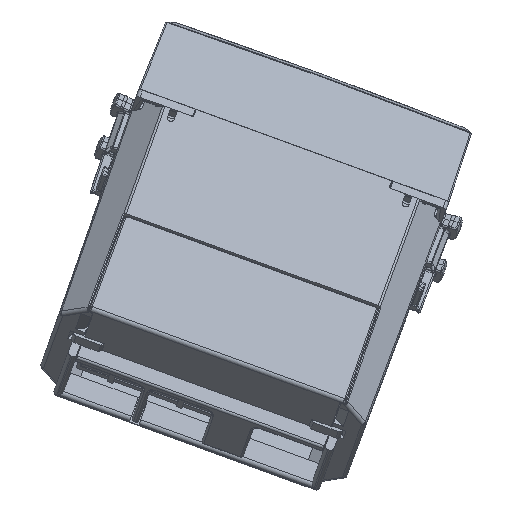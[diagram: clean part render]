
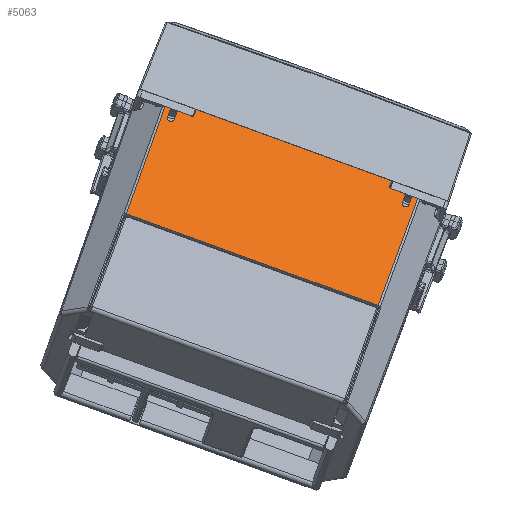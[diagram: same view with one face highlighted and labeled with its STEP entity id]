
A CAD part, left-side view. The second image highlights one B-rep face of the part: STEP entity #5063.
In plain terms, the highlighted face is planar.
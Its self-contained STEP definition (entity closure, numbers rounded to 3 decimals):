
#1638=CARTESIAN_POINT('Vertex',(-11.014,-18.226,-18.5)) ;
#1641=CARTESIAN_POINT('Line Origine',(-11.014,0.,-18.5)) ;
#1645=CARTESIAN_POINT('Vertex',(-11.014,18.226,-18.5)) ;
#4929=CARTESIAN_POINT('Vertex',(-11.175,-18.293,0.)) ;
#4932=CARTESIAN_POINT('Line Origine',(-11.033,-18.234,-16.24)) ;
#4945=CARTESIAN_POINT('Axis2P3D Location',(-11.175,0.,0.)) ;
#4950=CARTESIAN_POINT('Line Origine',(-11.175,0.,0.)) ;
#4954=CARTESIAN_POINT('Vertex',(-11.175,-17.5,0.)) ;
#4958=CARTESIAN_POINT('Control Point',(-11.175,-17.5,0.)) ;
#4959=CARTESIAN_POINT('Control Point',(-11.162,-17.473,-1.535)) ;
#4960=CARTESIAN_POINT('Vertex',(-11.162,-17.473,-1.535)) ;
#4964=CARTESIAN_POINT('Control Point',(-11.162,-17.473,-1.535)) ;
#4965=CARTESIAN_POINT('Control Point',(-11.159,-17.468,-1.829)) ;
#4966=CARTESIAN_POINT('Control Point',(-11.156,-17.237,-2.131)) ;
#4967=CARTESIAN_POINT('Control Point',(-11.156,-16.763,-2.131)) ;
#4968=CARTESIAN_POINT('Control Point',(-11.159,-16.532,-1.829)) ;
#4969=CARTESIAN_POINT('Control Point',(-11.162,-16.527,-1.535)) ;
#4970=CARTESIAN_POINT('Vertex',(-11.162,-16.527,-1.535)) ;
#4974=CARTESIAN_POINT('Control Point',(-11.175,-16.5,0.)) ;
#4975=CARTESIAN_POINT('Control Point',(-11.162,-16.527,-1.535)) ;
#4976=CARTESIAN_POINT('Vertex',(-11.175,-16.5,0.)) ;
#4979=CARTESIAN_POINT('Line Origine',(-11.175,0.,0.)) ;
#4983=CARTESIAN_POINT('Vertex',(-11.175,-14.175,0.)) ;
#4987=CARTESIAN_POINT('Control Point',(-11.175,-14.175,0.)) ;
#4988=CARTESIAN_POINT('Control Point',(-11.186,-14.153,1.275)) ;
#4989=CARTESIAN_POINT('Vertex',(-11.186,-14.153,1.275)) ;
#4992=CARTESIAN_POINT('Line Origine',(-11.186,0.,1.275)) ;
#4996=CARTESIAN_POINT('Vertex',(-11.186,14.153,1.275)) ;
#5000=CARTESIAN_POINT('Control Point',(-11.175,14.175,0.)) ;
#5001=CARTESIAN_POINT('Control Point',(-11.186,14.153,1.275)) ;
#5002=CARTESIAN_POINT('Vertex',(-11.175,14.175,0.)) ;
#5005=CARTESIAN_POINT('Line Origine',(-11.175,0.,0.)) ;
#5009=CARTESIAN_POINT('Vertex',(-11.175,16.5,0.)) ;
#5013=CARTESIAN_POINT('Control Point',(-11.175,16.5,0.)) ;
#5014=CARTESIAN_POINT('Control Point',(-11.162,16.527,-1.535)) ;
#5015=CARTESIAN_POINT('Vertex',(-11.162,16.527,-1.535)) ;
#5019=CARTESIAN_POINT('Control Point',(-11.162,17.473,-1.535)) ;
#5020=CARTESIAN_POINT('Control Point',(-11.159,17.468,-1.829)) ;
#5021=CARTESIAN_POINT('Control Point',(-11.156,17.237,-2.131)) ;
#5022=CARTESIAN_POINT('Control Point',(-11.156,16.763,-2.131)) ;
#5023=CARTESIAN_POINT('Control Point',(-11.159,16.532,-1.829)) ;
#5024=CARTESIAN_POINT('Control Point',(-11.162,16.527,-1.535)) ;
#5025=CARTESIAN_POINT('Vertex',(-11.162,17.473,-1.535)) ;
#5029=CARTESIAN_POINT('Control Point',(-11.175,17.5,0.)) ;
#5030=CARTESIAN_POINT('Control Point',(-11.162,17.473,-1.535)) ;
#5031=CARTESIAN_POINT('Vertex',(-11.175,17.5,0.)) ;
#5034=CARTESIAN_POINT('Line Origine',(-11.175,0.,0.)) ;
#5038=CARTESIAN_POINT('Vertex',(-11.175,18.293,0.)) ;
#5042=CARTESIAN_POINT('Control Point',(-11.014,18.226,-18.5)) ;
#5043=CARTESIAN_POINT('Control Point',(-11.175,18.293,0.)) ;
#1642=DIRECTION('Vector Direction',(0.,1.,0.)) ;
#4933=DIRECTION('Vector Direction',(-0.009,-0.004,1.)) ;
#4946=DIRECTION('Axis2P3D Direction',(-1.,-0.,-0.009)) ;
#4947=DIRECTION('Axis2P3D XDirection',(0.,-1.,0.)) ;
#4951=DIRECTION('Vector Direction',(0.,-1.,0.)) ;
#4980=DIRECTION('Vector Direction',(0.,-1.,0.)) ;
#4993=DIRECTION('Vector Direction',(0.,-1.,0.)) ;
#5006=DIRECTION('Vector Direction',(0.,-1.,0.)) ;
#5035=DIRECTION('Vector Direction',(0.,-1.,0.)) ;
#4948=AXIS2_PLACEMENT_3D('Plane Axis2P3D',#4945,#4946,#4947) ;
#5046=ORIENTED_EDGE('',*,*,#4956,.F.) ;
#5047=ORIENTED_EDGE('',*,*,#4962,.T.) ;
#5048=ORIENTED_EDGE('',*,*,#4972,.T.) ;
#5049=ORIENTED_EDGE('',*,*,#4978,.F.) ;
#5050=ORIENTED_EDGE('',*,*,#4985,.F.) ;
#5051=ORIENTED_EDGE('',*,*,#4991,.T.) ;
#5052=ORIENTED_EDGE('',*,*,#4998,.F.) ;
#5053=ORIENTED_EDGE('',*,*,#5004,.T.) ;
#5054=ORIENTED_EDGE('',*,*,#5011,.T.) ;
#5055=ORIENTED_EDGE('',*,*,#5017,.T.) ;
#5056=ORIENTED_EDGE('',*,*,#5027,.F.) ;
#5057=ORIENTED_EDGE('',*,*,#5033,.F.) ;
#5058=ORIENTED_EDGE('',*,*,#5040,.T.) ;
#5059=ORIENTED_EDGE('',*,*,#5044,.T.) ;
#5060=ORIENTED_EDGE('',*,*,#1647,.F.) ;
#5061=ORIENTED_EDGE('',*,*,#4936,.T.) ;
#1643=VECTOR('Line Direction',#1642,1.) ;
#4934=VECTOR('Line Direction',#4933,1.) ;
#4952=VECTOR('Line Direction',#4951,1.) ;
#4981=VECTOR('Line Direction',#4980,1.) ;
#4994=VECTOR('Line Direction',#4993,1.) ;
#5007=VECTOR('Line Direction',#5006,1.) ;
#5036=VECTOR('Line Direction',#5035,1.) ;
#5063=ADVANCED_FACE('PartBody',(#5062),#4949,.T.) ;
#4957=B_SPLINE_CURVE_WITH_KNOTS('',1,(#4958,#4959),.UNSPECIFIED.,.F.,.U.,(2,2),(-0.768,0.768),.UNSPECIFIED.) ;
#4963=B_SPLINE_CURVE_WITH_KNOTS('',5,(#4964,#4965,#4966,#4967,#4968,#4969),.UNSPECIFIED.,.F.,.U.,(6,6),(0.,2.079),.UNSPECIFIED.) ;
#4973=B_SPLINE_CURVE_WITH_KNOTS('',1,(#4974,#4975),.UNSPECIFIED.,.F.,.U.,(2,2),(-0.768,0.768),.UNSPECIFIED.) ;
#4986=B_SPLINE_CURVE_WITH_KNOTS('',1,(#4987,#4988),.UNSPECIFIED.,.F.,.U.,(2,2),(-0.638,0.638),.UNSPECIFIED.) ;
#4999=B_SPLINE_CURVE_WITH_KNOTS('',1,(#5000,#5001),.UNSPECIFIED.,.F.,.U.,(2,2),(-0.638,0.638),.UNSPECIFIED.) ;
#5012=B_SPLINE_CURVE_WITH_KNOTS('',1,(#5013,#5014),.UNSPECIFIED.,.F.,.U.,(2,2),(-0.768,0.768),.UNSPECIFIED.) ;
#5018=B_SPLINE_CURVE_WITH_KNOTS('',5,(#5019,#5020,#5021,#5022,#5023,#5024),.UNSPECIFIED.,.F.,.U.,(6,6),(0.,2.079),.UNSPECIFIED.) ;
#5028=B_SPLINE_CURVE_WITH_KNOTS('',1,(#5029,#5030),.UNSPECIFIED.,.F.,.U.,(2,2),(-0.768,0.768),.UNSPECIFIED.) ;
#5041=B_SPLINE_CURVE_WITH_KNOTS('',1,(#5042,#5043),.UNSPECIFIED.,.F.,.U.,(2,2),(-2.26,16.24),.UNSPECIFIED.) ;
#1647=EDGE_CURVE('',#1639,#1646,#1644,.T.) ;
#4936=EDGE_CURVE('',#1639,#4930,#4935,.T.) ;
#4956=EDGE_CURVE('',#4955,#4930,#4953,.T.) ;
#4962=EDGE_CURVE('',#4955,#4961,#4957,.T.) ;
#4972=EDGE_CURVE('',#4961,#4971,#4963,.T.) ;
#4978=EDGE_CURVE('',#4977,#4971,#4973,.T.) ;
#4985=EDGE_CURVE('',#4984,#4977,#4982,.T.) ;
#4991=EDGE_CURVE('',#4984,#4990,#4986,.T.) ;
#4998=EDGE_CURVE('',#4997,#4990,#4995,.T.) ;
#5004=EDGE_CURVE('',#4997,#5003,#4999,.F.) ;
#5011=EDGE_CURVE('',#5003,#5010,#5008,.F.) ;
#5017=EDGE_CURVE('',#5010,#5016,#5012,.T.) ;
#5027=EDGE_CURVE('',#5026,#5016,#5018,.T.) ;
#5033=EDGE_CURVE('',#5032,#5026,#5028,.T.) ;
#5040=EDGE_CURVE('',#5032,#5039,#5037,.F.) ;
#5044=EDGE_CURVE('',#5039,#1646,#5041,.F.) ;
#5045=EDGE_LOOP('',(#5046,#5047,#5048,#5049,#5050,#5051,#5052,#5053,#5054,#5055,#5056,#5057,#5058,#5059,#5060,#5061)) ;
#5062=FACE_OUTER_BOUND('',#5045,.T.) ;
#1644=LINE('Line',#1641,#1643) ;
#4935=LINE('Line',#4932,#4934) ;
#4953=LINE('Line',#4950,#4952) ;
#4982=LINE('Line',#4979,#4981) ;
#4995=LINE('Line',#4992,#4994) ;
#5008=LINE('Line',#5005,#5007) ;
#5037=LINE('Line',#5034,#5036) ;
#4949=PLANE('',#4948) ;
#1639=VERTEX_POINT('',#1638) ;
#1646=VERTEX_POINT('',#1645) ;
#4930=VERTEX_POINT('',#4929) ;
#4955=VERTEX_POINT('',#4954) ;
#4961=VERTEX_POINT('',#4960) ;
#4971=VERTEX_POINT('',#4970) ;
#4977=VERTEX_POINT('',#4976) ;
#4984=VERTEX_POINT('',#4983) ;
#4990=VERTEX_POINT('',#4989) ;
#4997=VERTEX_POINT('',#4996) ;
#5003=VERTEX_POINT('',#5002) ;
#5010=VERTEX_POINT('',#5009) ;
#5016=VERTEX_POINT('',#5015) ;
#5026=VERTEX_POINT('',#5025) ;
#5032=VERTEX_POINT('',#5031) ;
#5039=VERTEX_POINT('',#5038) ;
